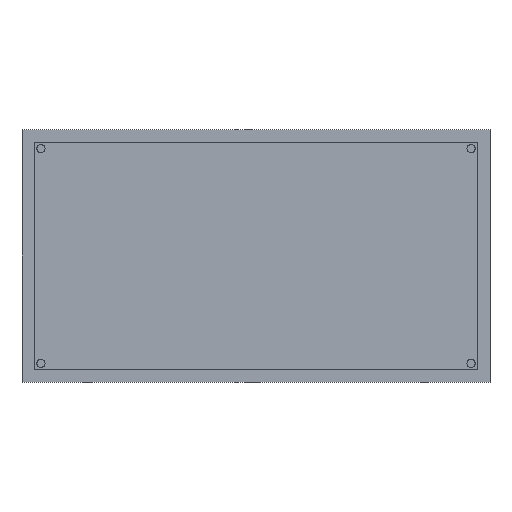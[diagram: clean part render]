
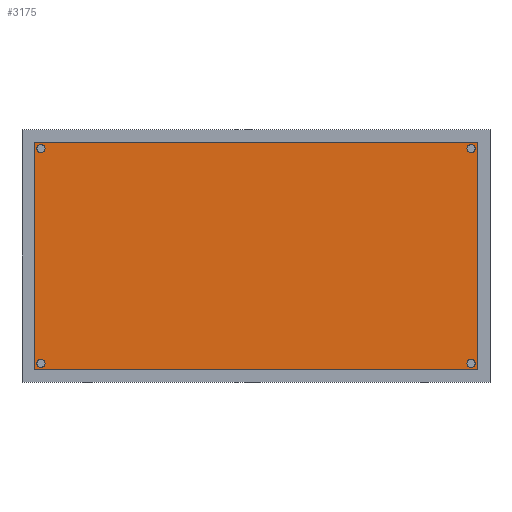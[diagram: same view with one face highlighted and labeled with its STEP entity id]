
A CAD part, front view. The second image highlights one B-rep face of the part: STEP entity #3175.
In plain terms, the highlighted planar face has unit normal (0, -1, 0).
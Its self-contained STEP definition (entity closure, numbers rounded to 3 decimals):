
#3011=CARTESIAN_POINT('',(179.235,-230.801,653.969));
#3012=VERTEX_POINT('',#3011);
#3019=CARTESIAN_POINT('',(4.176,-230.801,653.969));
#3020=VERTEX_POINT('',#3019);
#3021=CARTESIAN_POINT('',(179.235,-230.801,653.969));
#3022=DIRECTION('',(-1.,0.,0.));
#3023=VECTOR('',#3022,175.059);
#3024=LINE('',#3021,#3023);
#3025=EDGE_CURVE('',#3012,#3020,#3024,.T.);
#3050=CARTESIAN_POINT('',(4.176,-230.801,743.969));
#3051=VERTEX_POINT('',#3050);
#3052=CARTESIAN_POINT('',(4.176,-230.801,653.969));
#3053=DIRECTION('',(0.,-0.,1.));
#3054=VECTOR('',#3053,90.);
#3055=LINE('',#3052,#3054);
#3056=EDGE_CURVE('',#3020,#3051,#3055,.T.);
#3081=CARTESIAN_POINT('',(179.235,-230.801,743.969));
#3082=VERTEX_POINT('',#3081);
#3083=CARTESIAN_POINT('',(4.176,-230.801,743.969));
#3084=DIRECTION('',(1.,-0.,0.));
#3085=VECTOR('',#3084,175.059);
#3086=LINE('',#3083,#3085);
#3087=EDGE_CURVE('',#3051,#3082,#3086,.T.);
#3110=CARTESIAN_POINT('',(179.235,-230.801,743.969));
#3111=DIRECTION('',(0.,0.,-1.));
#3112=VECTOR('',#3111,90.);
#3113=LINE('',#3110,#3112);
#3114=EDGE_CURVE('',#3082,#3012,#3113,.T.);
#3120=CARTESIAN_POINT('',(91.705,-230.801,698.969));
#3121=DIRECTION('',(0.,1.,0.));
#3122=DIRECTION('',(0.,-0.,1.));
#3123=AXIS2_PLACEMENT_3D('',#3120,#3121,#3122);
#3124=PLANE('',#3123);
#3125=CARTESIAN_POINT('',(6.676,-230.801,743.069));
#3126=VERTEX_POINT('',#3125);
#3127=CARTESIAN_POINT('',(6.676,-230.801,741.469));
#3128=DIRECTION('',(-0.,-1.,-0.));
#3129=DIRECTION('',(0.,-0.,1.));
#3130=AXIS2_PLACEMENT_3D('',#3127,#3128,#3129);
#3131=CIRCLE('',#3130,1.6);
#3132=EDGE_CURVE('',#3126,#3126,#3131,.T.);
#3133=ORIENTED_EDGE('',*,*,#3132,.F.);
#3134=EDGE_LOOP('',(#3133));
#3135=FACE_BOUND('',#3134,.T.);
#3136=CARTESIAN_POINT('',(6.676,-230.801,658.069));
#3137=VERTEX_POINT('',#3136);
#3138=CARTESIAN_POINT('',(6.676,-230.801,656.469));
#3139=DIRECTION('',(-0.,-1.,-0.));
#3140=DIRECTION('',(0.,-0.,1.));
#3141=AXIS2_PLACEMENT_3D('',#3138,#3139,#3140);
#3142=CIRCLE('',#3141,1.6);
#3143=EDGE_CURVE('',#3137,#3137,#3142,.T.);
#3144=ORIENTED_EDGE('',*,*,#3143,.F.);
#3145=EDGE_LOOP('',(#3144));
#3146=FACE_BOUND('',#3145,.T.);
#3147=CARTESIAN_POINT('',(176.73,-230.801,658.069));
#3148=VERTEX_POINT('',#3147);
#3149=CARTESIAN_POINT('',(176.73,-230.801,656.469));
#3150=DIRECTION('',(-0.,-1.,-0.));
#3151=DIRECTION('',(0.,-0.,1.));
#3152=AXIS2_PLACEMENT_3D('',#3149,#3150,#3151);
#3153=CIRCLE('',#3152,1.6);
#3154=EDGE_CURVE('',#3148,#3148,#3153,.T.);
#3155=ORIENTED_EDGE('',*,*,#3154,.F.);
#3156=EDGE_LOOP('',(#3155));
#3157=FACE_BOUND('',#3156,.T.);
#3158=CARTESIAN_POINT('',(176.735,-230.801,743.069));
#3159=VERTEX_POINT('',#3158);
#3160=CARTESIAN_POINT('',(176.735,-230.801,741.469));
#3161=DIRECTION('',(-0.,-1.,-0.));
#3162=DIRECTION('',(0.,-0.,1.));
#3163=AXIS2_PLACEMENT_3D('',#3160,#3161,#3162);
#3164=CIRCLE('',#3163,1.6);
#3165=EDGE_CURVE('',#3159,#3159,#3164,.T.);
#3166=ORIENTED_EDGE('',*,*,#3165,.F.);
#3167=EDGE_LOOP('',(#3166));
#3168=FACE_BOUND('',#3167,.T.);
#3169=ORIENTED_EDGE('',*,*,#3025,.F.);
#3170=ORIENTED_EDGE('',*,*,#3114,.F.);
#3171=ORIENTED_EDGE('',*,*,#3087,.F.);
#3172=ORIENTED_EDGE('',*,*,#3056,.F.);
#3173=EDGE_LOOP('',(#3169,#3170,#3171,#3172));
#3174=FACE_BOUND('',#3173,.T.);
#3175=ADVANCED_FACE('',(#3135,#3146,#3157,#3168,#3174),#3124,.F.);
